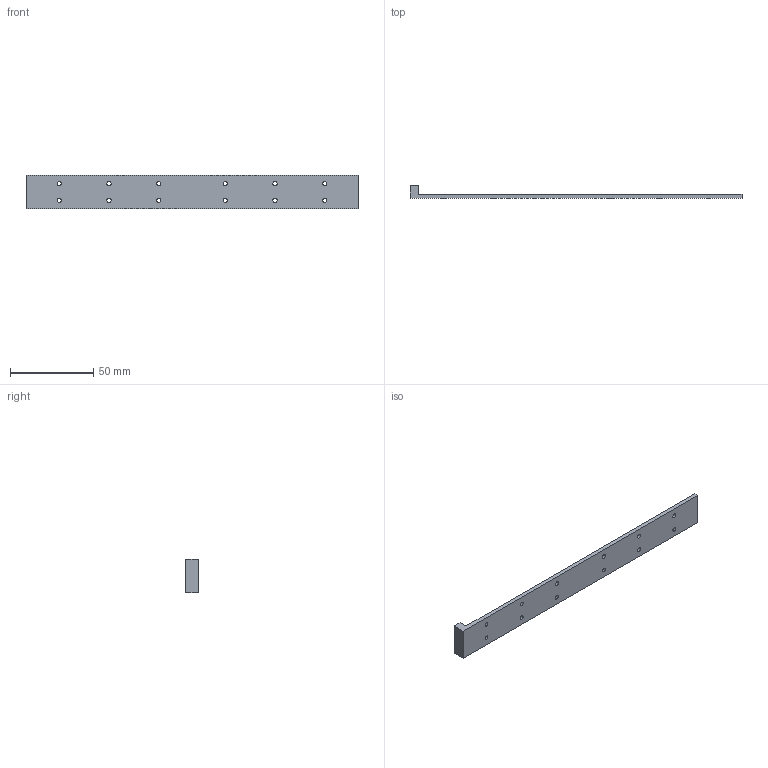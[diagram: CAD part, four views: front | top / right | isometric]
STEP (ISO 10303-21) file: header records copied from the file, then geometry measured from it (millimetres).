
FILE_DESCRIPTION(/* description */ (''),/* implementation_level */ '2;1');
FILE_NAME(/* name */ 'universalboxplate_adapter.stp',/* time_stamp */ '2020-11-02T14:33:48+01:00',/* author */ ('Dane'),/* organization */ (''),/* preprocessor_version */ 'ST-DEVELOPER v18',/* originating_system */ 'Autodesk Inventor 2020',/* authorisation */ '');
FILE_SCHEMA (('AUTOMOTIVE_DESIGN { 1 0 10303 214 3 1 1 }'));
Length unit declared in the file: millimetre
Products named in the file (1): universalboxplate_adapter
Bounding box: 200 x 7.5 x 20 mm (x, y, z)
Volume: 10352.7 mm3; surface area: 9467.8 mm2
Topology: 1 solids, 1 shells, 20 faces, 67 edges, 50 vertices
Faces by surface type: cylinder 12, plane 8
Full cylindrical faces by diameter (mm): 2.5 x12
Entity records: 865 total; most frequent: DIRECTION 144, CARTESIAN_POINT 137, ORIENTED_EDGE 132, EDGE_CURVE 66, AXIS2_PLACEMENT_3D 57, VERTEX_POINT 48, EDGE_LOOP 44, CIRCLE 36
